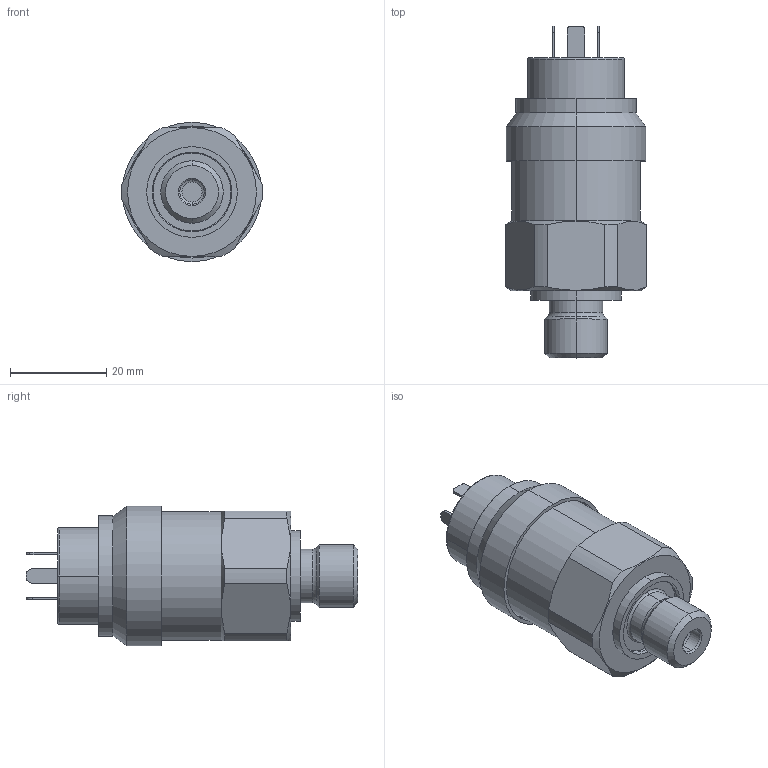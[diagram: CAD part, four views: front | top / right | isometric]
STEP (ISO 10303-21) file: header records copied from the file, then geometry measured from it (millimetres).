
FILE_DESCRIPTION (( 'STEP AP214' ), '1' );
FILE_NAME ('847X.XX.XX.17.01.STEP', '2017-06-26T11:47:50', ( 'upgadmin' ), ( 'Hewlett-Packard Company' ), 'SwSTEP 2.0', 'SolidWorks 2016', '' );
FILE_SCHEMA (( 'AUTOMOTIVE_DESIGN' ));
Length unit declared in the file: millimetre
Products named in the file (9): 847X.XX.XX.17.01; Mini-DIN; K71013_K71013; C24031_C24031; C25067_defeatured; K71013; C24031
Assembly tree (4 placements, depth 2):
  847X.XX.XX.17.01
    C25067_defeatured
    C24031_C24031
    K71013_K71013
    Mini-DIN
  Mini-DIN
  K71013
  C24031
  C25067_defeatured
Bounding box: 29.48 x 69.1 x 29 mm (x, y, z)
Volume: 27488.4 mm3; surface area: 10487.8 mm2
Topology: 4 solids, 4 shells, 210 faces, 486 edges, 306 vertices
Faces by surface type: plane 81, cylinder 58, cone 24, torus 24, bspline 23
Entity records: 8098 total; most frequent: CARTESIAN_POINT 2649, DIRECTION 992, ORIENTED_EDGE 972, EDGE_CURVE 486, AXIS2_PLACEMENT_3D 373, VERTEX_POINT 306, LINE 246, VECTOR 246
